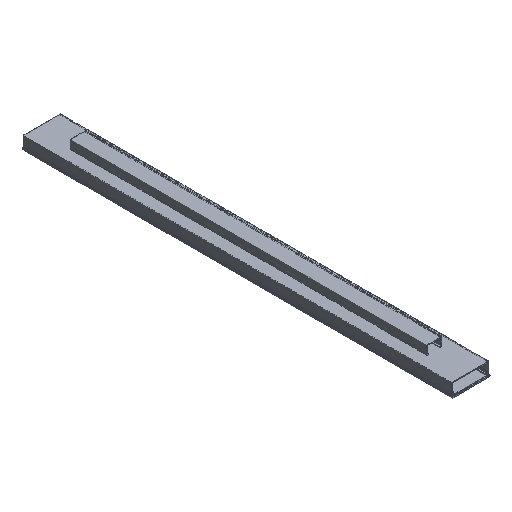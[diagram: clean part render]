
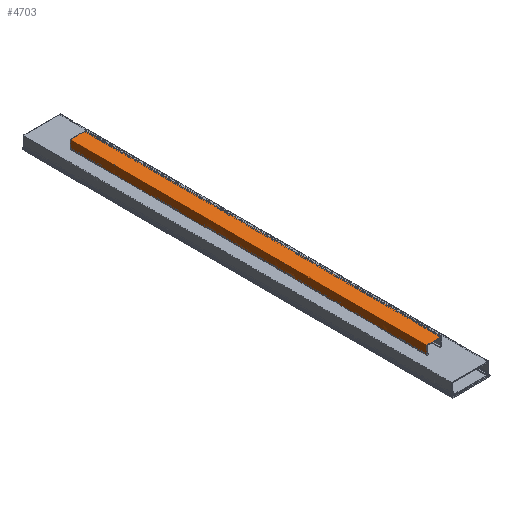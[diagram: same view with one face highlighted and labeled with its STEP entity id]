
A CAD part, isometric view. The second image highlights one B-rep face of the part: STEP entity #4703.
In plain terms, the highlighted free-form (B-spline) face has degree [1, 2] with [2, 23] control points.
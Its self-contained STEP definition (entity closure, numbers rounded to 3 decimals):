
#121=(
BOUNDED_CURVE()
B_SPLINE_CURVE(2,(#84124,#84125,#84126,#84127,#84128,#84129,#84130,#84131,
#84132,#84133,#84134,#84135,#84136,#84137,#84138,#84139,#84140,#84141,#84142,
#84143,#84144,#84145,#84146),.UNSPECIFIED.,.F.,.F.)
B_SPLINE_CURVE_WITH_KNOTS((3,2,2,2,2,2,2,2,2,2,2,3),(-3.1,0.,
0.314,0.414,0.728,0.828,
1.142,24.242,24.557,64.157,64.471,
87.571),.UNSPECIFIED.)
CURVE()
GEOMETRIC_REPRESENTATION_ITEM()
RATIONAL_B_SPLINE_CURVE((1.,1.,1.,0.707,1.,1.,1.,0.707,
1.,1.,1.,0.707,1.,1.,1.,0.707,1.,1.,1.,0.707,
1.,1.,1.))
REPRESENTATION_ITEM('')
);
#122=(
BOUNDED_CURVE()
B_SPLINE_CURVE(2,(#84149,#84150,#84151,#84152,#84153,#84154,#84155,#84156,
#84157,#84158,#84159,#84160,#84161,#84162,#84163,#84164,#84165,#84166,#84167,
#84168,#84169,#84170,#84171),.UNSPECIFIED.,.F.,.F.)
B_SPLINE_CURVE_WITH_KNOTS((3,2,2,2,2,2,2,2,2,2,2,3),(-3.1,0.,
0.314,0.414,0.728,0.828,
1.142,24.242,24.557,64.157,64.471,
87.571),.UNSPECIFIED.)
CURVE()
GEOMETRIC_REPRESENTATION_ITEM()
RATIONAL_B_SPLINE_CURVE((1.,1.,1.,0.707,1.,1.,1.,0.707,
1.,1.,1.,0.707,1.,1.,1.,0.707,1.,1.,1.,0.707,
1.,1.,1.))
REPRESENTATION_ITEM('')
);
#172=(
BOUNDED_SURFACE()
B_SPLINE_SURFACE(1,2,((#84074,#84075,#84076,#84077,#84078,#84079,#84080,
#84081,#84082,#84083,#84084,#84085,#84086,#84087,#84088,#84089,#84090,#84091,
#84092,#84093,#84094,#84095,#84096),(#84097,#84098,#84099,#84100,#84101,
#84102,#84103,#84104,#84105,#84106,#84107,#84108,#84109,#84110,#84111,#84112,
#84113,#84114,#84115,#84116,#84117,#84118,#84119)),.UNSPECIFIED.,.F.,.F.,
 .F.)
B_SPLINE_SURFACE_WITH_KNOTS((2,2),(3,2,2,2,2,2,2,2,2,2,2,3),(0.,961.),(-87.571,
-64.471,-64.157,-24.557,-24.242,
-1.142,-0.828,-0.728,-0.414,
-0.314,0.,3.1),.UNSPECIFIED.)
GEOMETRIC_REPRESENTATION_ITEM()
RATIONAL_B_SPLINE_SURFACE(((1.,1.,1.,0.707,1.,1.,1.,0.707,
1.,1.,1.,0.707,1.,1.,1.,0.707,1.,1.,1.,0.707,
1.,1.,1.),(1.,1.,1.,0.707,1.,1.,1.,0.707,1.,1.,
1.,0.707,1.,1.,1.,0.707,1.,1.,1.,0.707,
1.,1.,1.)))
REPRESENTATION_ITEM('')
SURFACE()
);
#4703=ADVANCED_FACE('',(#7719),#172,.T.);
#7719=FACE_OUTER_BOUND('',#10737,.T.);
#10737=EDGE_LOOP('',(#27150,#27151,#27152,#27153));
#27150=ORIENTED_EDGE('',*,*,#35359,.T.);
#27151=ORIENTED_EDGE('',*,*,#35358,.F.);
#27152=ORIENTED_EDGE('',*,*,#35357,.F.);
#27153=ORIENTED_EDGE('',*,*,#35356,.T.);
#35356=EDGE_CURVE('',#48926,#48928,#121,.T.);
#35357=EDGE_CURVE('',#48926,#48927,#43456,.T.);
#35358=EDGE_CURVE('',#48927,#48929,#122,.T.);
#35359=EDGE_CURVE('',#48928,#48929,#43457,.T.);
#43456=B_SPLINE_CURVE_WITH_KNOTS('',1,(#84147,#84148),.UNSPECIFIED.,.F.,
 .F.,(2,2),(0.,961.),.UNSPECIFIED.);
#43457=B_SPLINE_CURVE_WITH_KNOTS('',1,(#84172,#84173),.UNSPECIFIED.,.F.,
 .F.,(2,2),(0.,961.),.UNSPECIFIED.);
#48926=VERTEX_POINT('',#84120);
#48927=VERTEX_POINT('',#84121);
#48928=VERTEX_POINT('',#84122);
#48929=VERTEX_POINT('',#84123);
#84074=CARTESIAN_POINT('',(20.,-480.5,0.7));
#84075=CARTESIAN_POINT('',(20.,-480.5,12.25));
#84076=CARTESIAN_POINT('',(20.,-480.5,23.8));
#84077=CARTESIAN_POINT('',(20.,-480.5,24.));
#84078=CARTESIAN_POINT('',(19.8,-480.5,24.));
#84079=CARTESIAN_POINT('',(0.,-480.5,24.));
#84080=CARTESIAN_POINT('',(-19.8,-480.5,24.));
#84081=CARTESIAN_POINT('',(-20.,-480.5,24.));
#84082=CARTESIAN_POINT('',(-20.,-480.5,23.8));
#84083=CARTESIAN_POINT('',(-20.,-480.5,12.25));
#84084=CARTESIAN_POINT('',(-20.,-480.5,0.7));
#84085=CARTESIAN_POINT('',(-20.,-480.5,0.5));
#84086=CARTESIAN_POINT('',(-19.8,-480.5,0.5));
#84087=CARTESIAN_POINT('',(-19.75,-480.5,0.5));
#84088=CARTESIAN_POINT('',(-19.7,-480.5,0.5));
#84089=CARTESIAN_POINT('',(-19.5,-480.5,0.5));
#84090=CARTESIAN_POINT('',(-19.5,-480.5,0.3));
#84091=CARTESIAN_POINT('',(-19.5,-480.5,0.25));
#84092=CARTESIAN_POINT('',(-19.5,-480.5,0.2));
#84093=CARTESIAN_POINT('',(-19.5,-480.5,0.));
#84094=CARTESIAN_POINT('',(-19.3,-480.5,0.));
#84095=CARTESIAN_POINT('',(-17.75,-480.5,0.));
#84096=CARTESIAN_POINT('',(-16.2,-480.5,0.));
#84097=CARTESIAN_POINT('',(20.,480.5,0.7));
#84098=CARTESIAN_POINT('',(20.,480.5,12.25));
#84099=CARTESIAN_POINT('',(20.,480.5,23.8));
#84100=CARTESIAN_POINT('',(20.,480.5,24.));
#84101=CARTESIAN_POINT('',(19.8,480.5,24.));
#84102=CARTESIAN_POINT('',(0.,480.5,24.));
#84103=CARTESIAN_POINT('',(-19.8,480.5,24.));
#84104=CARTESIAN_POINT('',(-20.,480.5,24.));
#84105=CARTESIAN_POINT('',(-20.,480.5,23.8));
#84106=CARTESIAN_POINT('',(-20.,480.5,12.25));
#84107=CARTESIAN_POINT('',(-20.,480.5,0.7));
#84108=CARTESIAN_POINT('',(-20.,480.5,0.5));
#84109=CARTESIAN_POINT('',(-19.8,480.5,0.5));
#84110=CARTESIAN_POINT('',(-19.75,480.5,0.5));
#84111=CARTESIAN_POINT('',(-19.7,480.5,0.5));
#84112=CARTESIAN_POINT('',(-19.5,480.5,0.5));
#84113=CARTESIAN_POINT('',(-19.5,480.5,0.3));
#84114=CARTESIAN_POINT('',(-19.5,480.5,0.25));
#84115=CARTESIAN_POINT('',(-19.5,480.5,0.2));
#84116=CARTESIAN_POINT('',(-19.5,480.5,0.));
#84117=CARTESIAN_POINT('',(-19.3,480.5,0.));
#84118=CARTESIAN_POINT('',(-17.75,480.5,0.));
#84119=CARTESIAN_POINT('',(-16.2,480.5,0.));
#84120=CARTESIAN_POINT('',(-16.2,-480.5,0.));
#84121=CARTESIAN_POINT('',(-16.2,480.5,0.));
#84122=CARTESIAN_POINT('',(20.,-480.5,0.7));
#84123=CARTESIAN_POINT('',(20.,480.5,0.7));
#84124=CARTESIAN_POINT('',(-16.2,-480.5,0.));
#84125=CARTESIAN_POINT('',(-17.75,-480.5,0.));
#84126=CARTESIAN_POINT('',(-19.3,-480.5,0.));
#84127=CARTESIAN_POINT('',(-19.5,-480.5,0.));
#84128=CARTESIAN_POINT('',(-19.5,-480.5,0.2));
#84129=CARTESIAN_POINT('',(-19.5,-480.5,0.25));
#84130=CARTESIAN_POINT('',(-19.5,-480.5,0.3));
#84131=CARTESIAN_POINT('',(-19.5,-480.5,0.5));
#84132=CARTESIAN_POINT('',(-19.7,-480.5,0.5));
#84133=CARTESIAN_POINT('',(-19.75,-480.5,0.5));
#84134=CARTESIAN_POINT('',(-19.8,-480.5,0.5));
#84135=CARTESIAN_POINT('',(-20.,-480.5,0.5));
#84136=CARTESIAN_POINT('',(-20.,-480.5,0.7));
#84137=CARTESIAN_POINT('',(-20.,-480.5,12.25));
#84138=CARTESIAN_POINT('',(-20.,-480.5,23.8));
#84139=CARTESIAN_POINT('',(-20.,-480.5,24.));
#84140=CARTESIAN_POINT('',(-19.8,-480.5,24.));
#84141=CARTESIAN_POINT('',(0.,-480.5,24.));
#84142=CARTESIAN_POINT('',(19.8,-480.5,24.));
#84143=CARTESIAN_POINT('',(20.,-480.5,24.));
#84144=CARTESIAN_POINT('',(20.,-480.5,23.8));
#84145=CARTESIAN_POINT('',(20.,-480.5,12.25));
#84146=CARTESIAN_POINT('',(20.,-480.5,0.7));
#84147=CARTESIAN_POINT('',(-16.2,-480.5,0.));
#84148=CARTESIAN_POINT('',(-16.2,480.5,0.));
#84149=CARTESIAN_POINT('',(-16.2,480.5,0.));
#84150=CARTESIAN_POINT('',(-17.75,480.5,0.));
#84151=CARTESIAN_POINT('',(-19.3,480.5,0.));
#84152=CARTESIAN_POINT('',(-19.5,480.5,0.));
#84153=CARTESIAN_POINT('',(-19.5,480.5,0.2));
#84154=CARTESIAN_POINT('',(-19.5,480.5,0.25));
#84155=CARTESIAN_POINT('',(-19.5,480.5,0.3));
#84156=CARTESIAN_POINT('',(-19.5,480.5,0.5));
#84157=CARTESIAN_POINT('',(-19.7,480.5,0.5));
#84158=CARTESIAN_POINT('',(-19.75,480.5,0.5));
#84159=CARTESIAN_POINT('',(-19.8,480.5,0.5));
#84160=CARTESIAN_POINT('',(-20.,480.5,0.5));
#84161=CARTESIAN_POINT('',(-20.,480.5,0.7));
#84162=CARTESIAN_POINT('',(-20.,480.5,12.25));
#84163=CARTESIAN_POINT('',(-20.,480.5,23.8));
#84164=CARTESIAN_POINT('',(-20.,480.5,24.));
#84165=CARTESIAN_POINT('',(-19.8,480.5,24.));
#84166=CARTESIAN_POINT('',(0.,480.5,24.));
#84167=CARTESIAN_POINT('',(19.8,480.5,24.));
#84168=CARTESIAN_POINT('',(20.,480.5,24.));
#84169=CARTESIAN_POINT('',(20.,480.5,23.8));
#84170=CARTESIAN_POINT('',(20.,480.5,12.25));
#84171=CARTESIAN_POINT('',(20.,480.5,0.7));
#84172=CARTESIAN_POINT('',(20.,-480.5,0.7));
#84173=CARTESIAN_POINT('',(20.,480.5,0.7));
